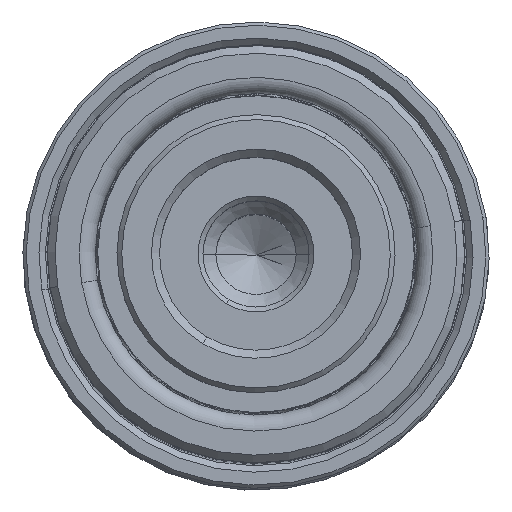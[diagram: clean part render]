
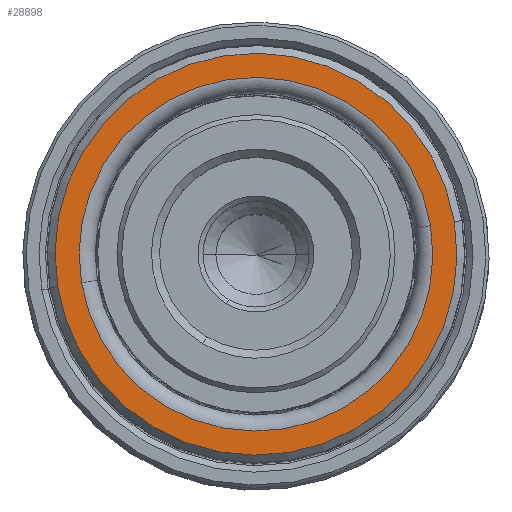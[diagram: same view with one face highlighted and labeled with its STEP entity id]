
A CAD part, top view. The second image highlights one B-rep face of the part: STEP entity #28898.
In plain terms, the highlighted planar face has unit normal (0, 0, 1).
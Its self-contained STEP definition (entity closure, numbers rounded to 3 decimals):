
#322 = CARTESIAN_POINT ( 'NONE',  ( 0., 0., 35. ) ) ;
#579 = DIRECTION ( 'NONE',  ( 1., 0., 0. ) ) ;
#639 = DIRECTION ( 'NONE',  ( 0., 0., -1. ) ) ;
#1901 = EDGE_CURVE ( 'NONE', #17952, #17500, #12492, .T. ) ;
#2853 = EDGE_LOOP ( 'NONE', ( #23241, #32823 ) ) ;
#2946 = DIRECTION ( 'NONE',  ( 1., 0., 0. ) ) ;
#4093 = ORIENTED_EDGE ( 'NONE', *, *, #18445, .T. ) ;
#4350 = ORIENTED_EDGE ( 'NONE', *, *, #25476, .T. ) ;
#4765 = CARTESIAN_POINT ( 'NONE',  ( 12.5, 0., 35. ) ) ;
#5472 = FACE_BOUND ( 'NONE', #2853, .T. ) ;
#6320 = AXIS2_PLACEMENT_3D ( 'NONE', #21033, #16058, #579 ) ;
#6475 = CIRCLE ( 'NONE', #24405, 11. ) ;
#6688 = CARTESIAN_POINT ( 'NONE',  ( 0., 0., 35. ) ) ;
#7469 = EDGE_CURVE ( 'NONE', #17500, #17952, #6475, .T. ) ;
#8508 = VERTEX_POINT ( 'NONE', #12705 ) ;
#9266 = DIRECTION ( 'NONE',  ( 1., 0., 0. ) ) ;
#10552 = AXIS2_PLACEMENT_3D ( 'NONE', #29753, #14280, #32401 ) ;
#12492 = CIRCLE ( 'NONE', #10552, 11. ) ;
#12705 = CARTESIAN_POINT ( 'NONE',  ( -12.5, 0., 35. ) ) ;
#14280 = DIRECTION ( 'NONE',  ( 0., 0., -1. ) ) ;
#16058 = DIRECTION ( 'NONE',  ( 0., 0., 1. ) ) ;
#16118 = CARTESIAN_POINT ( 'NONE',  ( 0., 0., 35. ) ) ;
#17500 = VERTEX_POINT ( 'NONE', #29355 ) ;
#17721 = CIRCLE ( 'NONE', #20642, 12.5 ) ;
#17952 = VERTEX_POINT ( 'NONE', #31722 ) ;
#18445 = EDGE_CURVE ( 'NONE', #33197, #8508, #17721, .T. ) ;
#18451 = DIRECTION ( 'NONE',  ( 0., 0., 1. ) ) ;
#18753 = DIRECTION ( 'NONE',  ( 1., 0., 0. ) ) ;
#20642 = AXIS2_PLACEMENT_3D ( 'NONE', #322, #18451, #2946 ) ;
#21033 = CARTESIAN_POINT ( 'NONE',  ( 0., 0., 35. ) ) ;
#23241 = ORIENTED_EDGE ( 'NONE', *, *, #7469, .T. ) ;
#23329 = EDGE_LOOP ( 'NONE', ( #4350, #4093 ) ) ;
#24405 = AXIS2_PLACEMENT_3D ( 'NONE', #16118, #639, #18753 ) ;
#24756 = DIRECTION ( 'NONE',  ( 0., 0., 1. ) ) ;
#25476 = EDGE_CURVE ( 'NONE', #8508, #33197, #31233, .T. ) ;
#26785 = AXIS2_PLACEMENT_3D ( 'NONE', #6688, #24756, #9266 ) ;
#28898 = ADVANCED_FACE ( 'NONE', ( #5472, #32185 ), #31556, .T. ) ;
#29355 = CARTESIAN_POINT ( 'NONE',  ( 11., 0., 35. ) ) ;
#29753 = CARTESIAN_POINT ( 'NONE',  ( 0., 0., 35. ) ) ;
#31233 = CIRCLE ( 'NONE', #26785, 12.5 ) ;
#31556 = PLANE ( 'NONE',  #6320 ) ;
#31722 = CARTESIAN_POINT ( 'NONE',  ( -11., 0., 35. ) ) ;
#32185 = FACE_OUTER_BOUND ( 'NONE', #23329, .T. ) ;
#32401 = DIRECTION ( 'NONE',  ( 1., 0., 0. ) ) ;
#32823 = ORIENTED_EDGE ( 'NONE', *, *, #1901, .T. ) ;
#33197 = VERTEX_POINT ( 'NONE', #4765 ) ;
